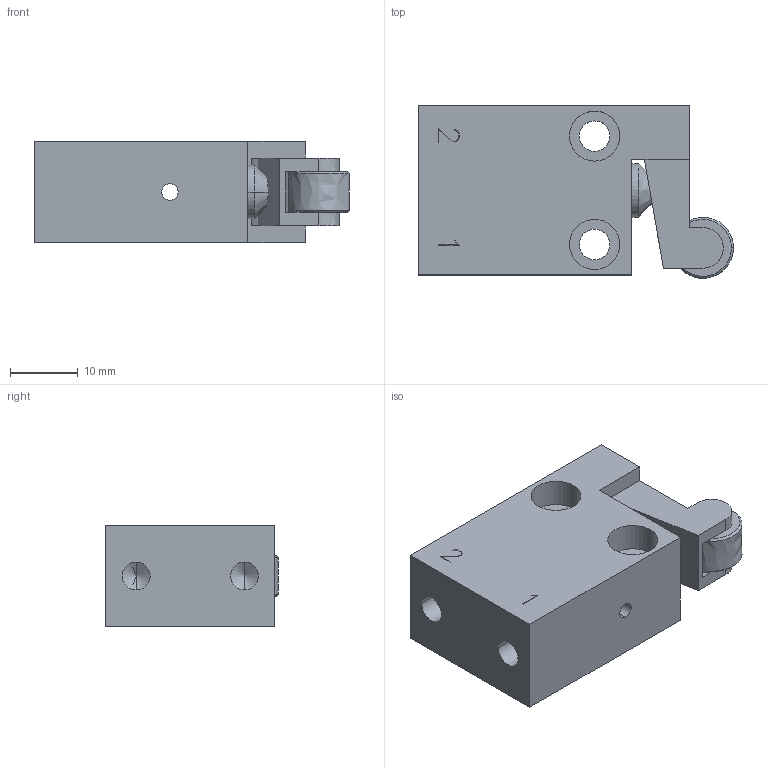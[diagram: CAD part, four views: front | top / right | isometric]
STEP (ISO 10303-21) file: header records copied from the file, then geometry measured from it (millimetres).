
FILE_DESCRIPTION (( 'STEP AP203' ), '1' );
FILE_NAME ('ER-25-310-Airtec.step', '2009-02-18T08:50:18', ( 'Gustaf Hederström' ), ( 'Cevican AB' ), 'SwSTEP 2.0', 'SolidWorks 2002308', '' );
FILE_SCHEMA (( 'CONFIG_CONTROL_DESIGN' ));
Length unit declared in the file: millimetre
Products named in the file (1): ER-25-310-Airtec
Bounding box: 46.5 x 25.5 x 15 mm (x, y, z)
Volume: 12482.7 mm3; surface area: 5906.4 mm2
Topology: 1 solids, 1 shells, 143 faces, 399 edges, 262 vertices
Faces by surface type: plane 107, cylinder 18, bspline 14, cone 4
Entity records: 4770 total; most frequent: CARTESIAN_POINT 1027, ORIENTED_EDGE 790, DIRECTION 713, EDGE_CURVE 395, LINE 325, VECTOR 325, VERTEX_POINT 262, AXIS2_PLACEMENT_3D 194
